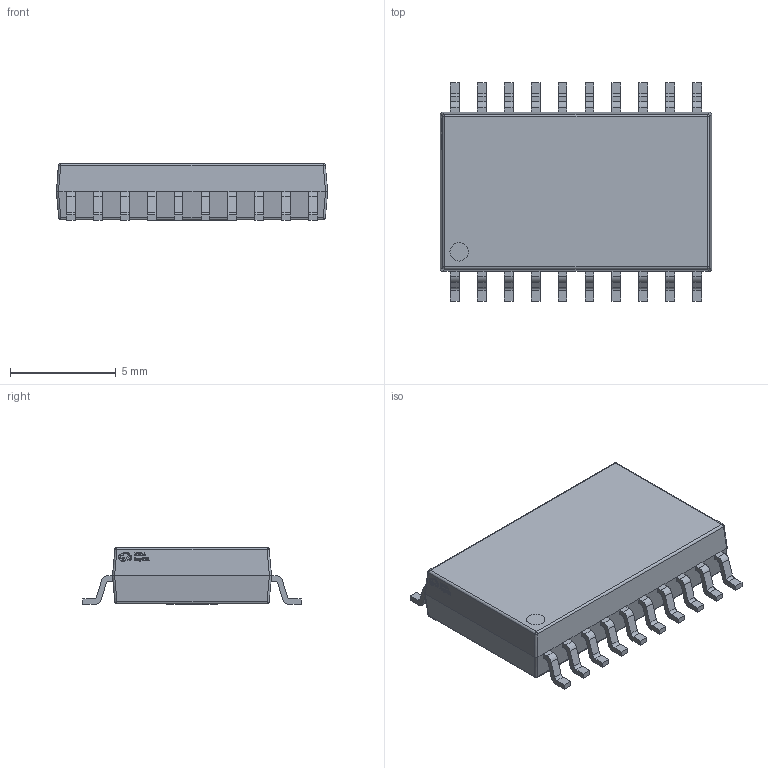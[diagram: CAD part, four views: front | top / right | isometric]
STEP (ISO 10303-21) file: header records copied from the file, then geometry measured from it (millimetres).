
FILE_DESCRIPTION (( 'STEP AP214' ), '1' );
FILE_NAME ('HSOP-20_L12.8-W7.5-P1.27-LS10.3-BL-EP3.3.STEP', '2023-02-01T08:41:19', ( '' ), ( '' ), 'SwSTEP 2.0', 'SolidWorks 2020', '' );
FILE_SCHEMA (( 'AUTOMOTIVE_DESIGN' ));
Length unit declared in the file: millimetre
Products named in the file (1): HSOP-20_L12.8-W7.5-P1.27-LS10.3-BL-EP3.3
Bounding box: 12.8 x 10.3 x 2.67 mm (x, y, z)
Volume: 252.7 mm3; surface area: 343.9 mm2
Topology: 1 solids, 1 shells, 534 faces, 1461 edges, 950 vertices
Faces by surface type: plane 330, cylinder 98, bspline 98, sphere 8
Entity records: 23157 total; most frequent: CARTESIAN_POINT 4264, ORIENTED_EDGE 2922, DIRECTION 2319, EDGE_CURVE 1461, VECTOR 1069, LINE 1069, VERTEX_POINT 950, AXIS2_PLACEMENT_3D 625
